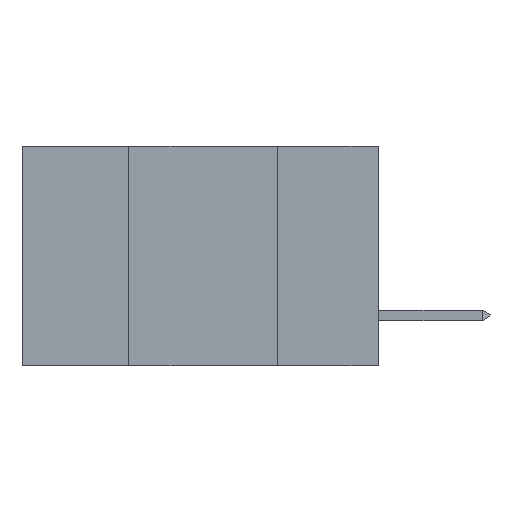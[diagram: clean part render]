
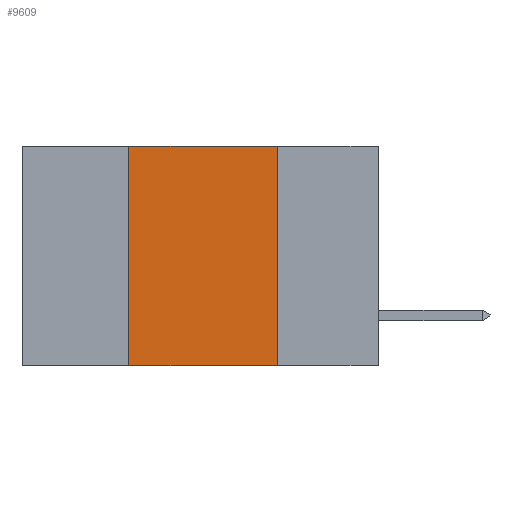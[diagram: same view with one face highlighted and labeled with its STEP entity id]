
A CAD part, left-side view. The second image highlights one B-rep face of the part: STEP entity #9609.
In plain terms, the highlighted planar face has unit normal (-1, 0, 0).
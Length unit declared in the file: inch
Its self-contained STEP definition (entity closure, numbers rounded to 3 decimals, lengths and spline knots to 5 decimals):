
#133 = VECTOR ( 'NONE', #15064, 39.37008 ) ;
#535 = CARTESIAN_POINT ( 'NONE',  ( 0., 0.6, 0. ) ) ;
#872 = VERTEX_POINT ( 'NONE', #10064 ) ;
#1059 = VECTOR ( 'NONE', #10802, 39.37008 ) ;
#2063 = VERTEX_POINT ( 'NONE', #16649 ) ;
#2253 = EDGE_CURVE ( 'NONE', #16633, #2063, #3180, .T. ) ;
#3180 = LINE ( 'NONE', #12255, #5526 ) ;
#3993 = VERTEX_POINT ( 'NONE', #6033 ) ;
#4712 = VECTOR ( 'NONE', #10596, 39.37008 ) ;
#5504 = LINE ( 'NONE', #5724, #4712 ) ;
#5526 = VECTOR ( 'NONE', #20095, 39.37008 ) ;
#5724 = CARTESIAN_POINT ( 'NONE',  ( 0., 0.17, -0.37 ) ) ;
#6033 = CARTESIAN_POINT ( 'NONE',  ( 0., 0.42, 0. ) ) ;
#6498 = DIRECTION ( 'NONE',  ( 1., 0., 0. ) ) ;
#7811 = DIRECTION ( 'NONE',  ( 0., 0., -1. ) ) ;
#9609 = ADVANCED_FACE ( 'NONE', ( #11085 ), #17111, .F. ) ;
#9744 = ORIENTED_EDGE ( 'NONE', *, *, #19355, .F. ) ;
#10064 = CARTESIAN_POINT ( 'NONE',  ( 0., 0.17, 0. ) ) ;
#10596 = DIRECTION ( 'NONE',  ( 0., 0., -1. ) ) ;
#10802 = DIRECTION ( 'NONE',  ( 0., 0., 1. ) ) ;
#10999 = LINE ( 'NONE', #12521, #1059 ) ;
#11085 = FACE_OUTER_BOUND ( 'NONE', #14528, .T. ) ;
#11890 = ORIENTED_EDGE ( 'NONE', *, *, #19785, .F. ) ;
#12255 = CARTESIAN_POINT ( 'NONE',  ( 0., 0.6, -0.37 ) ) ;
#12291 = AXIS2_PLACEMENT_3D ( 'NONE', #14142, #6498, #7811 ) ;
#12521 = CARTESIAN_POINT ( 'NONE',  ( 0., 0.42, -0.37 ) ) ;
#14142 = CARTESIAN_POINT ( 'NONE',  ( 0., 0.6, 0. ) ) ;
#14528 = EDGE_LOOP ( 'NONE', ( #9744, #11890, #17973, #15806 ) ) ;
#14536 = LINE ( 'NONE', #535, #133 ) ;
#15064 = DIRECTION ( 'NONE',  ( 0., -1., 0. ) ) ;
#15806 = ORIENTED_EDGE ( 'NONE', *, *, #2253, .T. ) ;
#16633 = VERTEX_POINT ( 'NONE', #20125 ) ;
#16649 = CARTESIAN_POINT ( 'NONE',  ( 0., 0.17, -0.37 ) ) ;
#17111 = PLANE ( 'NONE',  #12291 ) ;
#17492 = EDGE_CURVE ( 'NONE', #16633, #3993, #10999, .T. ) ;
#17973 = ORIENTED_EDGE ( 'NONE', *, *, #17492, .F. ) ;
#19355 = EDGE_CURVE ( 'NONE', #872, #2063, #5504, .T. ) ;
#19785 = EDGE_CURVE ( 'NONE', #3993, #872, #14536, .T. ) ;
#20095 = DIRECTION ( 'NONE',  ( 0., -1., 0. ) ) ;
#20125 = CARTESIAN_POINT ( 'NONE',  ( 0., 0.42, -0.37 ) ) ;
